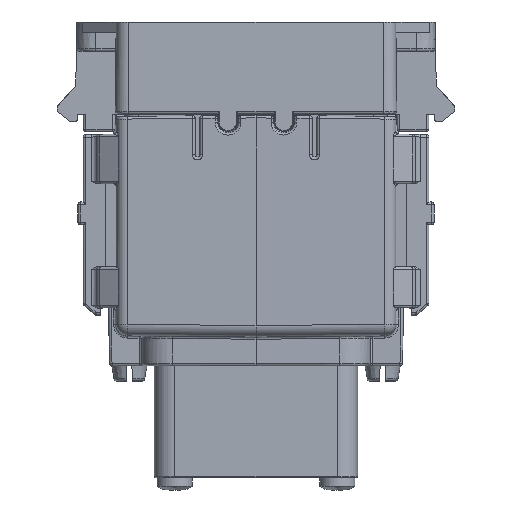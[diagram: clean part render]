
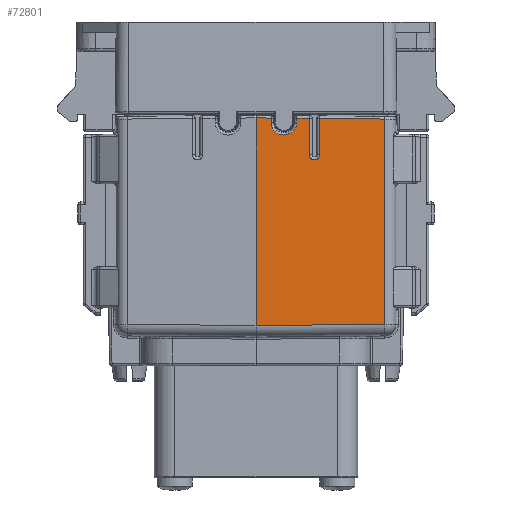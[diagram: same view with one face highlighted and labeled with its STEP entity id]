
A CAD part, left-side view. The second image highlights one B-rep face of the part: STEP entity #72801.
In plain terms, the highlighted face is planar.
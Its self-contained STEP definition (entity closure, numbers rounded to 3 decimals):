
#49450=CARTESIAN_POINT('',(-26.773,0.,-40.74));
#49456=DIRECTION('',(0.,0.,1.));
#49457=VECTOR('',#49456,40.813);
#49458=CARTESIAN_POINT('',(-26.773,0.,-40.74));
#49459=LINE('',#49458,#49457);
#51291=DIRECTION('',(0.,0.,-1.));
#51292=VECTOR('',#51291,40.371);
#51293=CARTESIAN_POINT('',(-26.552,25.319,
-0.148));
#51294=LINE('',#51293,#51292);
#53814=DIRECTION('',(0.009,1.,0.009));
#53815=VECTOR('',#53814,2.482);
#53816=CARTESIAN_POINT('',(-26.703,8.028,
-40.67));
#53817=LINE('',#53816,#53815);
#53818=DIRECTION('',(0.,0.,1.));
#53819=VECTOR('',#53818,7.154);
#53820=CARTESIAN_POINT('',(-26.681,10.51,
-40.648));
#53821=LINE('',#53820,#53819);
#53822=CARTESIAN_POINT('',(-26.681,10.51,
-33.495));
#53823=CARTESIAN_POINT('',(-26.681,10.51,
-33.397));
#53824=CARTESIAN_POINT('',(-26.681,10.537,
-33.212));
#53825=CARTESIAN_POINT('',(-26.68,10.656,
-32.949));
#53826=CARTESIAN_POINT('',(-26.679,10.844,
-32.733));
#53827=CARTESIAN_POINT('',(-26.676,11.085,
-32.578));
#53828=CARTESIAN_POINT('',(-26.674,11.361,
-32.497));
#53829=CARTESIAN_POINT('',(-26.672,11.647,
-32.497));
#53830=CARTESIAN_POINT('',(-26.669,11.922,
-32.577));
#53831=CARTESIAN_POINT('',(-26.667,12.164,
-32.732));
#53832=CARTESIAN_POINT('',(-26.665,12.352,
-32.949));
#53833=CARTESIAN_POINT('',(-26.664,12.471,
-33.211));
#53834=CARTESIAN_POINT('',(-26.664,12.499,
-33.397));
#53835=CARTESIAN_POINT('',(-26.664,12.499,
-33.494));
#53837=DIRECTION('',(0.,0.,-1.));
#53838=VECTOR('',#53837,7.137);
#53839=CARTESIAN_POINT('',(-26.664,12.499,
-33.494));
#53840=LINE('',#53839,#53838);
#53841=DIRECTION('',(0.009,1.,0.009));
#53842=VECTOR('',#53841,12.821);
#53843=CARTESIAN_POINT('',(-26.664,12.499,
-40.631));
#53844=LINE('',#53843,#53842);
#53845=DIRECTION('',(-0.009,-1.,0.009));
#53846=VECTOR('',#53845,25.321);
#53847=CARTESIAN_POINT('',(-26.552,25.319,
-0.148));
#53848=LINE('',#53847,#53846);
#53849=DIRECTION('',(0.009,1.,0.009));
#53850=VECTOR('',#53849,2.964);
#53851=CARTESIAN_POINT('',(-26.773,0.,-40.74));
#53852=LINE('',#53851,#53850);
#53853=DIRECTION('',(0.,0.,1.));
#53854=VECTOR('',#53853,0.814);
#53855=CARTESIAN_POINT('',(-26.747,2.964,
-40.714));
#53856=LINE('',#53855,#53854);
#53857=CARTESIAN_POINT('',(-26.747,2.964,
-39.9));
#53858=CARTESIAN_POINT('',(-26.747,2.964,
-39.697));
#53859=CARTESIAN_POINT('',(-26.747,3.011,
-39.301));
#53860=CARTESIAN_POINT('',(-26.745,3.23,
-38.715));
#53861=CARTESIAN_POINT('',(-26.742,3.58,
-38.207));
#53862=CARTESIAN_POINT('',(-26.738,4.041,
-37.798));
#53863=CARTESIAN_POINT('',(-26.733,4.588,
-37.51));
#53864=CARTESIAN_POINT('',(-26.728,5.187,
-37.362));
#53865=CARTESIAN_POINT('',(-26.722,5.805,
-37.362));
#53866=CARTESIAN_POINT('',(-26.717,6.404,
-37.51));
#53867=CARTESIAN_POINT('',(-26.712,6.952,
-37.798));
#53868=CARTESIAN_POINT('',(-26.708,7.412,
-38.207));
#53869=CARTESIAN_POINT('',(-26.705,7.762,
-38.714));
#53870=CARTESIAN_POINT('',(-26.704,7.982,
-39.301));
#53871=CARTESIAN_POINT('',(-26.703,8.028,
-39.697));
#53872=CARTESIAN_POINT('',(-26.703,8.028,
-39.9));
#53874=DIRECTION('',(0.,0.,-1.));
#53875=VECTOR('',#53874,0.77);
#53876=CARTESIAN_POINT('',(-26.703,8.028,
-39.9));
#53877=LINE('',#53876,#53875);
#63590=CARTESIAN_POINT('',(-26.703,8.028,
-40.67));
#63591=CARTESIAN_POINT('',(-26.681,10.51,
-40.648));
#63592=VERTEX_POINT('',#63590);
#63593=VERTEX_POINT('',#63591);
#63596=CARTESIAN_POINT('',(-26.703,8.028,
-39.9));
#63597=VERTEX_POINT('',#63596);
#63598=VERTEX_POINT('',#53857);
#63601=CARTESIAN_POINT('',(-26.747,2.964,
-40.714));
#63602=VERTEX_POINT('',#63601);
#63605=VERTEX_POINT('',#49450);
#63760=CARTESIAN_POINT('',(-26.664,12.499,
-40.631));
#63761=CARTESIAN_POINT('',(-26.552,25.319,
-40.519));
#63762=VERTEX_POINT('',#63760);
#63763=VERTEX_POINT('',#63761);
#64030=CARTESIAN_POINT('',(-26.664,12.499,
-33.494));
#64031=VERTEX_POINT('',#64030);
#64036=CARTESIAN_POINT('',(-26.681,10.51,
-33.495));
#64037=VERTEX_POINT('',#64036);
#64118=CARTESIAN_POINT('',(-26.773,0.,0.073));
#64119=VERTEX_POINT('',#64118);
#65771=CARTESIAN_POINT('',(-26.552,25.319,
-0.148));
#65772=VERTEX_POINT('',#65771);
#72773=CARTESIAN_POINT('',(-26.5,31.3,3.002));
#72774=DIRECTION('',(-1.,0.009,0.));
#72775=DIRECTION('',(0.,0.,1.));
#72776=AXIS2_PLACEMENT_3D('',#72773,#72774,#72775);
#72777=PLANE('',#72776);
#72779=ORIENTED_EDGE('',*,*,#72778,.T.);
#72781=ORIENTED_EDGE('',*,*,#72780,.T.);
#72783=ORIENTED_EDGE('',*,*,#72782,.T.);
#72785=ORIENTED_EDGE('',*,*,#72784,.T.);
#72787=ORIENTED_EDGE('',*,*,#72786,.T.);
#72788=ORIENTED_EDGE('',*,*,#69370,.F.);
#72789=ORIENTED_EDGE('',*,*,#72766,.T.);
#72790=ORIENTED_EDGE('',*,*,#66888,.F.);
#72792=ORIENTED_EDGE('',*,*,#72791,.T.);
#72794=ORIENTED_EDGE('',*,*,#72793,.T.);
#72796=ORIENTED_EDGE('',*,*,#72795,.T.);
#72798=ORIENTED_EDGE('',*,*,#72797,.T.);
#72799=EDGE_LOOP('',(#72779,#72781,#72783,#72785,#72787,#72788,#72789,#72790,
#72792,#72794,#72796,#72798));
#72800=FACE_OUTER_BOUND('',#72799,.F.);
#72801=ADVANCED_FACE('',(#72800),#72777,.T.);
#53836=B_SPLINE_CURVE_WITH_KNOTS('',3,(#53822,#53823,#53824,#53825,#53826,
#53827,#53828,#53829,#53830,#53831,#53832,#53833,#53834,#53835),.UNSPECIFIED.,
.F.,.F.,(4,1,1,1,1,1,1,1,1,1,1,4),(0.,0.091,0.182,
0.273,0.364,0.455,0.545,
0.636,0.727,0.818,0.909,1.),
.UNSPECIFIED.);
#53873=B_SPLINE_CURVE_WITH_KNOTS('',3,(#53857,#53858,#53859,#53860,#53861,
#53862,#53863,#53864,#53865,#53866,#53867,#53868,#53869,#53870,#53871,#53872),
.UNSPECIFIED.,.F.,.F.,(4,1,1,1,1,1,1,1,1,1,1,1,1,4),(0.,0.077,
0.154,0.231,0.308,0.385,
0.462,0.538,0.615,0.692,
0.769,0.846,0.923,1.),.UNSPECIFIED.);
#66888=EDGE_CURVE('',#63605,#64119,#49459,.T.);
#69370=EDGE_CURVE('',#65772,#63763,#51294,.T.);
#72766=EDGE_CURVE('',#65772,#64119,#53848,.T.);
#72778=EDGE_CURVE('',#63592,#63593,#53817,.T.);
#72780=EDGE_CURVE('',#63593,#64037,#53821,.T.);
#72782=EDGE_CURVE('',#64037,#64031,#53836,.T.);
#72784=EDGE_CURVE('',#64031,#63762,#53840,.T.);
#72786=EDGE_CURVE('',#63762,#63763,#53844,.T.);
#72791=EDGE_CURVE('',#63605,#63602,#53852,.T.);
#72793=EDGE_CURVE('',#63602,#63598,#53856,.T.);
#72795=EDGE_CURVE('',#63598,#63597,#53873,.T.);
#72797=EDGE_CURVE('',#63597,#63592,#53877,.T.);
